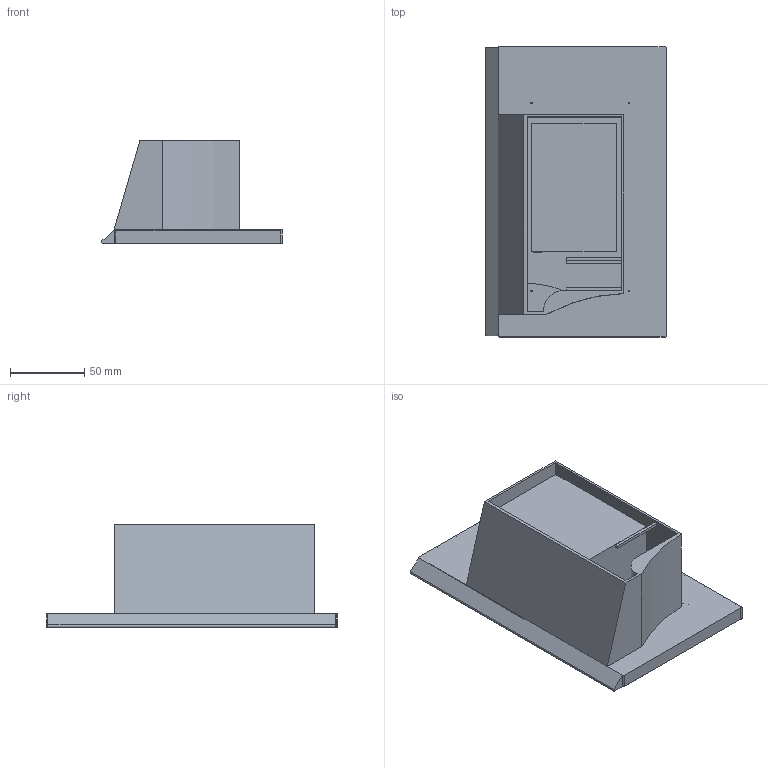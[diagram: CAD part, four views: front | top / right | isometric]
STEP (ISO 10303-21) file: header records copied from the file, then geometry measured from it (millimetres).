
FILE_DESCRIPTION(/* description */ (''),/* implementation_level */ '2;1');
FILE_NAME(/* name */ 'Case v1.step',/* time_stamp */ '2021-12-09T20:22:13-08:00',/* author */ (''),/* organization */ (''),/* preprocessor_version */ 'ST-DEVELOPER v18.1',/* originating_system */ 'Autodesk Translation Framework v10.10.0.1391',/* authorisation */ '');
FILE_SCHEMA (('AUTOMOTIVE_DESIGN { 1 0 10303 214 3 1 1 }'));
Length unit declared in the file: millimetre
Products named in the file (4): ScreenPi; Screen; Raspberry Pi; Screen section of case
Assembly tree (3 placements, depth 2):
  ScreenPi
    Screen
    Raspberry Pi
    Screen section of case
Bounding box: 121.68 x 195.5 x 69.2 mm (x, y, z)
Volume: 546886.1 mm3; surface area: 164742.7 mm2
Topology: 4 solids, 4 shells, 136 faces, 325 edges, 215 vertices
Faces by surface type: plane 110, cylinder 26
Full cylindrical faces by diameter (mm): 1 x14
Entity records: 4056 total; most frequent: CARTESIAN_POINT 683, DIRECTION 663, ORIENTED_EDGE 650, EDGE_CURVE 325, LINE 273, VECTOR 273, VERTEX_POINT 215, AXIS2_PLACEMENT_3D 195
